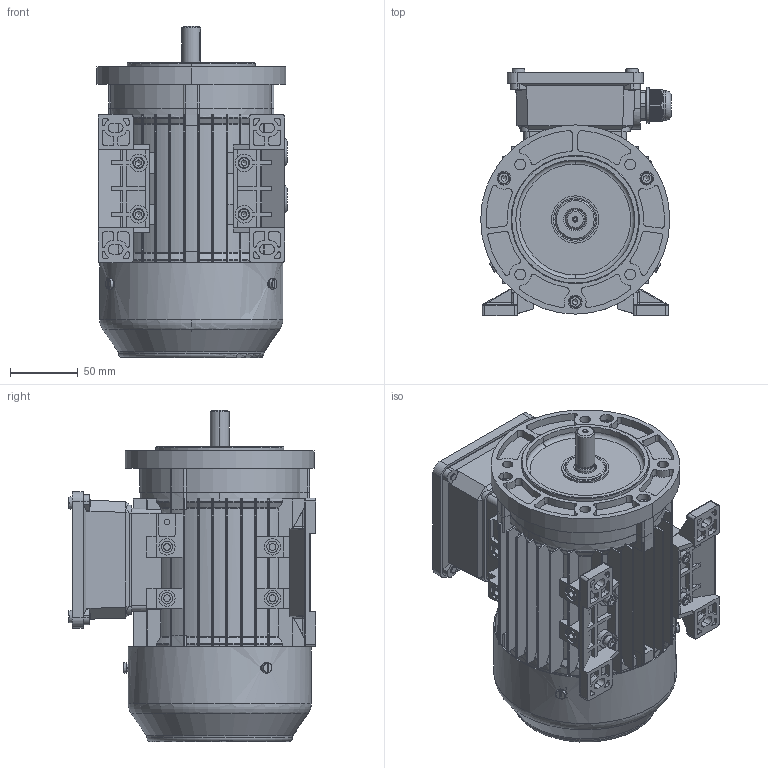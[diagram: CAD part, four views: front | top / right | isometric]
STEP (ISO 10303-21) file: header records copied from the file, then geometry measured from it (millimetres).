
FILE_DESCRIPTION(/* description */ (''),/* implementation_level */ '2;1');
FILE_NAME(/* name */ 'JL-71-B34B.stp',/* time_stamp */ '2018-12-30T14:10:13+08:00',/* author */ (''),/* organization */ (''),/* preprocessor_version */ 'ST-DEVELOPER v16.7',/* originating_system */ 'SIEMENS PLM Software NX 12.0',/* authorisation */ '');
FILE_SCHEMA (('AP203_CONFIGURATION_CONTROLLED_3D_DESIGN_OF_MECHANICAL_PARTS_AND_ASSEMBLIES_MIM_LF { 1 0 10303 403 2 1 2}'));
Products named in the file (1): JL-71-B34B
Bounding box: 141.1 x 183 x 245 mm (x, y, z)
Volume: 718573.5 mm3; surface area: 523197.4 mm2
Topology: 49 solids, 52 shells, 4287 faces, 11793 edges, 7750 vertices
Faces by surface type: plane 2438, cylinder 1308, torus 261, cone 220, bspline 40, sphere 20
Full cylindrical faces by diameter (mm): 3.5 x6, 3.545 x6, 4 x6, 4.132 x7, 4.134 x7, 4.48 x5, 4.8 x1, 4.9 x3, 5 x25, 5.3 x1, 5.8 x14, 6.7 x4, 8.5 x7, 10 x1, 13.75 x2, 15 x3, 16.25 x4, 18.75 x8, 19.375 x12, 20 x22, 20.625 x12, 21.25 x12, 21.562 x2, 26.562 x2, 30 x3, 134 x1
Entity records: 145430 total; most frequent: CARTESIAN_POINT 39292, ORIENTED_EDGE 22512, DIRECTION 21096, EDGE_CURVE 11256, VERTEX_POINT 7526, AXIS2_PLACEMENT_3D 7372, LINE 6352, VECTOR 6352
